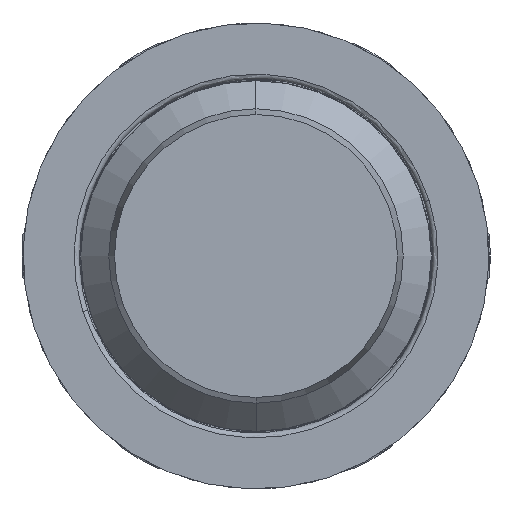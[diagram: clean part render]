
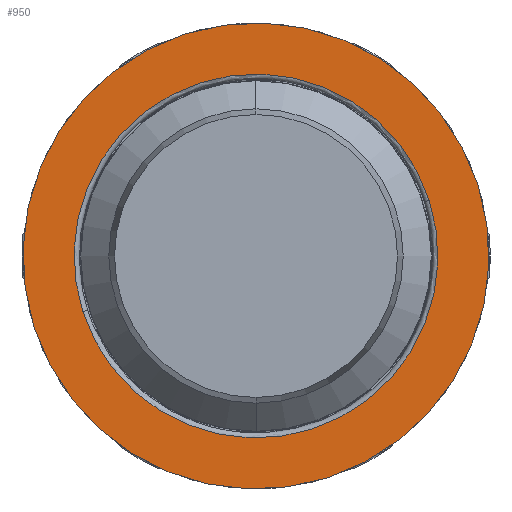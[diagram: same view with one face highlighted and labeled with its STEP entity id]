
A CAD part, front view. The second image highlights one B-rep face of the part: STEP entity #950.
In plain terms, the highlighted planar face has unit normal (0, -1, 0).
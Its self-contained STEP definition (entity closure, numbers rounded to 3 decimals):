
#243 = VERTEX_POINT ( 'NONE', #5298 ) ;
#267 = VERTEX_POINT ( 'NONE', #5204 ) ;
#472 = ORIENTED_EDGE ( 'NONE', *, *, #3427, .T. ) ;
#473 = ORIENTED_EDGE ( 'NONE', *, *, #3287, .T. ) ;
#474 = ORIENTED_EDGE ( 'NONE', *, *, #3423, .T. ) ;
#475 = ORIENTED_EDGE ( 'NONE', *, *, #2173, .T. ) ;
#950 = ADVANCED_FACE ( 'NONE', ( #2654, #2658 ), #1247, .T. ) ;
#1198 = DIRECTION ( 'NONE',  ( 0., -1., 0. ) ) ;
#1204 = CARTESIAN_POINT ( 'NONE',  ( 0., 8.3, 0. ) ) ;
#1224 = DIRECTION ( 'NONE',  ( 0.952, 0., 0.306 ) ) ;
#1247 = PLANE ( 'NONE',  #3059 ) ;
#1446 = CARTESIAN_POINT ( 'NONE',  ( 0., 8.3, 0. ) ) ;
#1447 = DIRECTION ( 'NONE',  ( 0., -1., 0. ) ) ;
#1448 = DIRECTION ( 'NONE',  ( 0.952, 0., 0.306 ) ) ;
#1565 = CARTESIAN_POINT ( 'NONE',  ( 0., 8.3, 0. ) ) ;
#1566 = DIRECTION ( 'NONE',  ( 0., 1., 0. ) ) ;
#1567 = DIRECTION ( 'NONE',  ( 0.952, 0., 0.306 ) ) ;
#2173 = EDGE_CURVE ( 'NONE', #4793, #4787, #4457, .T. ) ;
#2654 = FACE_BOUND ( 'NONE', #2736, .T. ) ;
#2658 = FACE_OUTER_BOUND ( 'NONE', #2734, .T. ) ;
#2734 = EDGE_LOOP ( 'NONE', ( #474, #475 ) ) ;
#2736 = EDGE_LOOP ( 'NONE', ( #472, #473 ) ) ;
#3059 = AXIS2_PLACEMENT_3D ( 'NONE', #1204, #1198, #1224 ) ;
#3104 = AXIS2_PLACEMENT_3D ( 'NONE', #1446, #1447, #1448 ) ;
#3121 = AXIS2_PLACEMENT_3D ( 'NONE', #1565, #1566, #1567 ) ;
#3187 = AXIS2_PLACEMENT_3D ( 'NONE', #5608, #5609, #5610 ) ;
#3191 = AXIS2_PLACEMENT_3D ( 'NONE', #5620, #5621, #5622 ) ;
#3287 = EDGE_CURVE ( 'NONE', #267, #243, #4498, .T. ) ;
#3423 = EDGE_CURVE ( 'NONE', #4787, #4793, #4661, .T. ) ;
#3427 = EDGE_CURVE ( 'NONE', #243, #267, #4672, .T. ) ;
#4457 = CIRCLE ( 'NONE', #3104, 10.95 ) ;
#4498 = CIRCLE ( 'NONE', #3121, 8.55 ) ;
#4661 = CIRCLE ( 'NONE', #3187, 10.95 ) ;
#4672 = CIRCLE ( 'NONE', #3191, 8.55 ) ;
#4787 = VERTEX_POINT ( 'NONE', #5881 ) ;
#4793 = VERTEX_POINT ( 'NONE', #5886 ) ;
#5204 = CARTESIAN_POINT ( 'NONE',  ( -8.14, 8.3, -2.615 ) ) ;
#5298 = CARTESIAN_POINT ( 'NONE',  ( 8.14, 8.3, 2.615 ) ) ;
#5608 = CARTESIAN_POINT ( 'NONE',  ( 0., 8.3, 0. ) ) ;
#5609 = DIRECTION ( 'NONE',  ( 0., -1., 0. ) ) ;
#5610 = DIRECTION ( 'NONE',  ( 0.952, 0., 0.306 ) ) ;
#5620 = CARTESIAN_POINT ( 'NONE',  ( 0., 8.3, 0. ) ) ;
#5621 = DIRECTION ( 'NONE',  ( 0., 1., 0. ) ) ;
#5622 = DIRECTION ( 'NONE',  ( 0.952, 0., 0.306 ) ) ;
#5881 = CARTESIAN_POINT ( 'NONE',  ( -10.425, 8.3, -3.349 ) ) ;
#5886 = CARTESIAN_POINT ( 'NONE',  ( 10.425, 8.3, 3.349 ) ) ;
